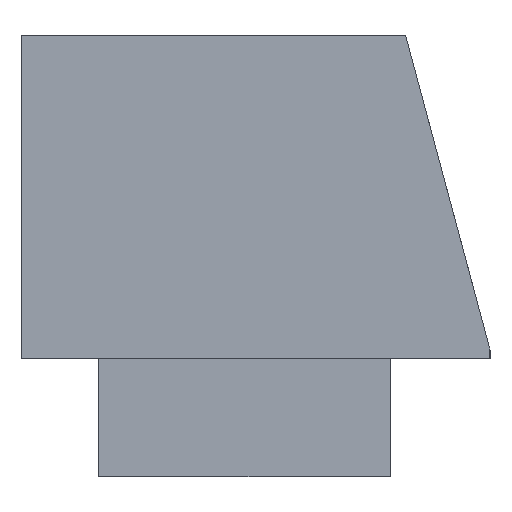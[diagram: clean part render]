
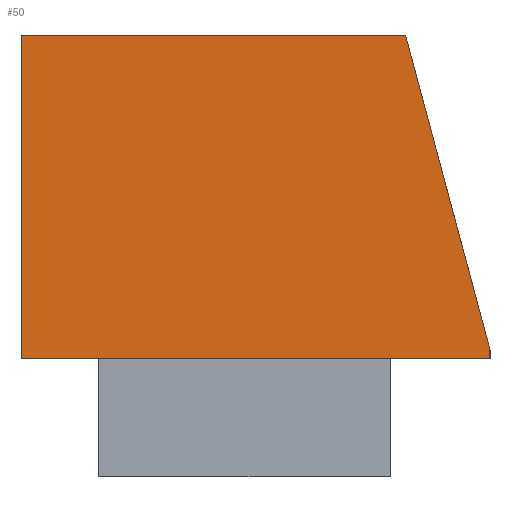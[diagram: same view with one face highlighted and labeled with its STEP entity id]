
A CAD part, left-side view. The second image highlights one B-rep face of the part: STEP entity #50.
In plain terms, the highlighted planar face has unit normal (-1, 0, 0).
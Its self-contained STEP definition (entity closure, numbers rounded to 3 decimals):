
#50 = ADVANCED_FACE( '', ( #114 ), #115, .F. );
#114 = FACE_OUTER_BOUND( '', #203, .T. );
#115 = PLANE( '', #204 );
#203 = EDGE_LOOP( '', ( #294, #295, #296, #297, #298 ) );
#204 = AXIS2_PLACEMENT_3D( '', #299, #300, #301 );
#294 = ORIENTED_EDGE( '', *, *, #455, .T. );
#295 = ORIENTED_EDGE( '', *, *, #456, .F. );
#296 = ORIENTED_EDGE( '', *, *, #457, .T. );
#297 = ORIENTED_EDGE( '', *, *, #458, .T. );
#298 = ORIENTED_EDGE( '', *, *, #459, .F. );
#299 = CARTESIAN_POINT( '', ( -74.95, 29., 57.6 ) );
#300 = DIRECTION( '', ( 1., 0., 0. ) );
#301 = DIRECTION( '', ( 0., 0., -1. ) );
#455 = EDGE_CURVE( '', #524, #525, #526, .T. );
#456 = EDGE_CURVE( '', #527, #525, #528, .T. );
#457 = EDGE_CURVE( '', #527, #529, #530, .T. );
#458 = EDGE_CURVE( '', #529, #531, #532, .T. );
#459 = EDGE_CURVE( '', #524, #531, #533, .T. );
#524 = VERTEX_POINT( '', #616 );
#525 = VERTEX_POINT( '', #617 );
#526 = LINE( '', #618, #619 );
#527 = VERTEX_POINT( '', #620 );
#528 = LINE( '', #621, #622 );
#529 = VERTEX_POINT( '', #623 );
#530 = LINE( '', #624, #625 );
#531 = VERTEX_POINT( '', #626 );
#532 = LINE( '', #627, #628 );
#533 = LINE( '', #629, #630 );
#616 = CARTESIAN_POINT( '', ( -74.95, -32., 16.547 ) );
#617 = CARTESIAN_POINT( '', ( -74.95, -21., 57.6 ) );
#618 = CARTESIAN_POINT( '', ( -74.95, -21., 57.6 ) );
#619 = VECTOR( '', #718, 1000. );
#620 = CARTESIAN_POINT( '', ( -74.95, 29., 57.6 ) );
#621 = CARTESIAN_POINT( '', ( -74.95, 29., 57.6 ) );
#622 = VECTOR( '', #719, 1000. );
#623 = CARTESIAN_POINT( '', ( -74.95, 29., 15.4 ) );
#624 = CARTESIAN_POINT( '', ( -74.95, 29., 57.6 ) );
#625 = VECTOR( '', #720, 1000. );
#626 = CARTESIAN_POINT( '', ( -74.95, -32., 15.4 ) );
#627 = CARTESIAN_POINT( '', ( -74.95, 29., 15.4 ) );
#628 = VECTOR( '', #721, 1000. );
#629 = CARTESIAN_POINT( '', ( -74.95, -32., 57.6 ) );
#630 = VECTOR( '', #722, 1000. );
#718 = DIRECTION( '', ( 0., 0.259, 0.966 ) );
#719 = DIRECTION( '', ( 0., -1., 0. ) );
#720 = DIRECTION( '', ( 0., 0., -1. ) );
#721 = DIRECTION( '', ( 0., -1., 0. ) );
#722 = DIRECTION( '', ( 0., 0., -1. ) );
